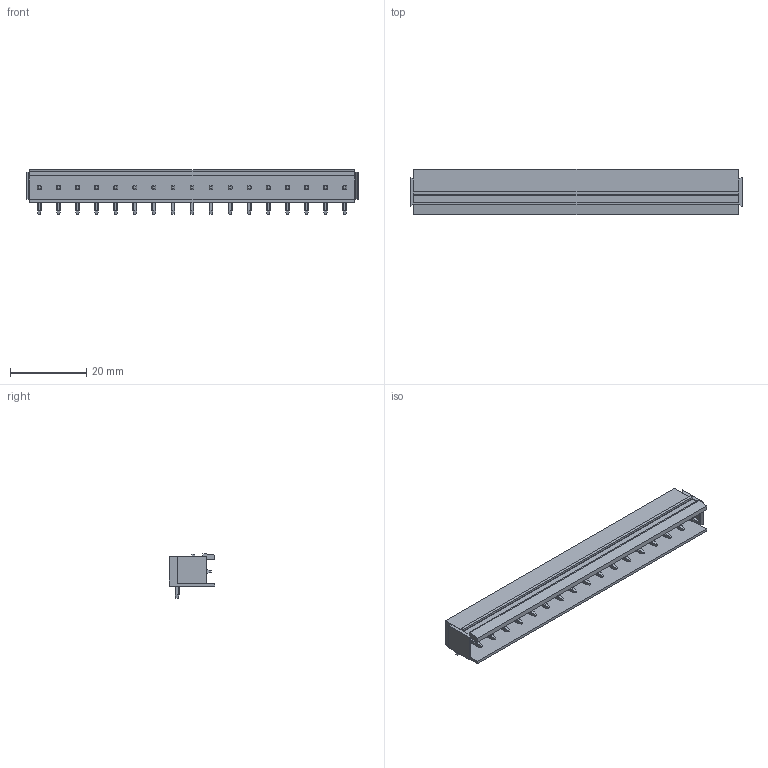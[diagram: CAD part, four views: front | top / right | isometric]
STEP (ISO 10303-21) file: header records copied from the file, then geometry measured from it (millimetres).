
FILE_DESCRIPTION(('CATIA V5 STEP Exchange','CAx-IF Rec.Pracs.--- Model Styling and Organization---1.2---2011-12-15'),'2;1');
FILE_NAME ('D1452928_0_1581010000_1581010000.stp','2018-10-13T04:32:33+00:00',('none'),('Weidmueller'),'CATIA Version 5-6 Release 2014','CATIA V5 STEP AP214','none');
FILE_SCHEMA(('AUTOMOTIVE_DESIGN { 1 0 10303 214 1 1 1 1 }'));
Length unit declared in the file: millimetre
Products named in the file (1): 1581010000
Bounding box: 87 x 12 x 11.7 mm (x, y, z)
Volume: 3907.9 mm3; surface area: 6568.9 mm2
Topology: 18 solids, 18 shells, 693 faces, 1823 edges, 1166 vertices
Faces by surface type: plane 419, cylinder 274
Entity records: 19158 total; most frequent: CARTESIAN_POINT 4598, ORIENTED_EDGE 3646, DIRECTION 1825, EDGE_CURVE 1817, VERTEX_POINT 1158, VECTOR 1133, LINE 1133, EDGE_LOOP 727
